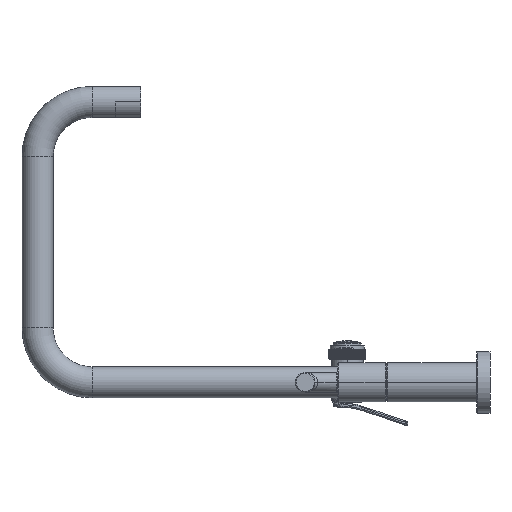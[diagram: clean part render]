
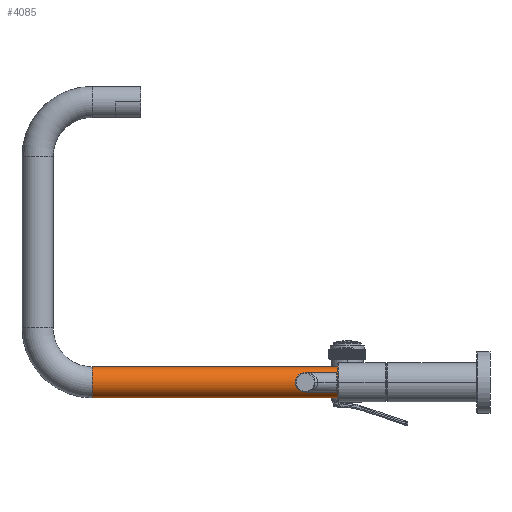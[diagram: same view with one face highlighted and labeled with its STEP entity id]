
A CAD part, left-side view. The second image highlights one B-rep face of the part: STEP entity #4085.
In plain terms, the highlighted cylindrical face has radius 12.7 mm (diameter 25.4 mm), a partial arc.
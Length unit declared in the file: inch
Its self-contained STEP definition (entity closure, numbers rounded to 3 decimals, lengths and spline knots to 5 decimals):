
#3754=CARTESIAN_POINT('',(0.,12.7688,0.));
#3755=DIRECTION('',(0.,-1.,0.));
#3756=DIRECTION('',(0.,0.,1.));
#3757=AXIS2_PLACEMENT_3D('',#3754,#3755,#3756);
#3762=DIRECTION('',(0.,-1.,0.));
#3763=VECTOR('',#3762,9.212);
#3764=CARTESIAN_POINT('',(0.,12.7688,0.5));
#3765=LINE('',#3764,#3763);
#3777=DIRECTION('',(0.,-1.,0.));
#3778=VECTOR('',#3777,9.212);
#3779=CARTESIAN_POINT('',(0.,12.7688,-0.5));
#3780=LINE('',#3779,#3778);
#3784=CARTESIAN_POINT('',(0.,3.5568,0.));
#3785=DIRECTION('',(0.,-1.,0.));
#3786=DIRECTION('',(0.,0.,1.));
#3787=AXIS2_PLACEMENT_3D('',#3784,#3785,#3786);
#3808=CARTESIAN_POINT('',(0.,3.5568,0.5));
#3809=CARTESIAN_POINT('',(0.,3.5568,-0.5));
#3810=VERTEX_POINT('',#3808);
#3811=VERTEX_POINT('',#3809);
#3816=CARTESIAN_POINT('',(0.,12.7688,0.5));
#3817=CARTESIAN_POINT('',(0.,12.7688,-0.5));
#3818=VERTEX_POINT('',#3816);
#3819=VERTEX_POINT('',#3817);
#4071=CARTESIAN_POINT('',(0.,12.7688,0.));
#4072=DIRECTION('',(0.,-1.,0.));
#4073=DIRECTION('',(0.,0.,1.));
#4074=AXIS2_PLACEMENT_3D('',#4071,#4072,#4073);
#4075=CYLINDRICAL_SURFACE('',#4074,0.5);
#4076=ORIENTED_EDGE('',*,*,#4053,.F.);
#4078=ORIENTED_EDGE('',*,*,#4077,.T.);
#4080=ORIENTED_EDGE('',*,*,#4079,.T.);
#4082=ORIENTED_EDGE('',*,*,#4081,.F.);
#4083=EDGE_LOOP('',(#4076,#4078,#4080,#4082));
#4084=FACE_OUTER_BOUND('',#4083,.F.);
#3758=CIRCLE('',#3757,0.5);
#3788=CIRCLE('',#3787,0.5);
#4053=EDGE_CURVE('',#3818,#3819,#3758,.T.);
#4077=EDGE_CURVE('',#3818,#3810,#3765,.T.);
#4079=EDGE_CURVE('',#3810,#3811,#3788,.T.);
#4081=EDGE_CURVE('',#3819,#3811,#3780,.T.);
#4085=ADVANCED_FACE('',(#4084),#4075,.T.);
